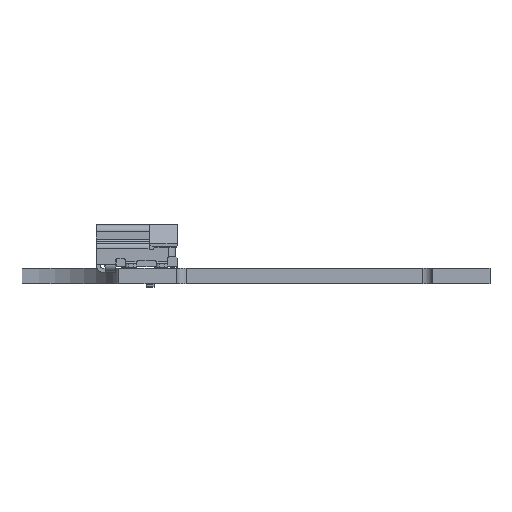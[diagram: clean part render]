
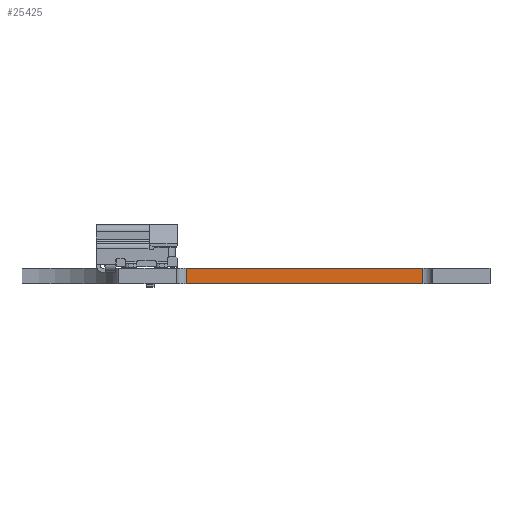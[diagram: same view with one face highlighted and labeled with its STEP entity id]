
A CAD part, front view. The second image highlights one B-rep face of the part: STEP entity #25425.
In plain terms, the highlighted planar face has unit normal (0, -1, 0).
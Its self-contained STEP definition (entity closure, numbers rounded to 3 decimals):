
#24415 = VERTEX_POINT('',#24416);
#24416 = CARTESIAN_POINT('',(85.5,-139.,0.));
#24423 = EDGE_CURVE('',#24424,#24415,#24426,.T.);
#24424 = VERTEX_POINT('',#24425);
#24425 = CARTESIAN_POINT('',(110.,-139.,0.));
#24426 = LINE('',#24427,#24428);
#24427 = CARTESIAN_POINT('',(110.,-139.,0.));
#24428 = VECTOR('',#24429,1.);
#24429 = DIRECTION('',(-1.,0.,0.));
#24939 = VERTEX_POINT('',#24940);
#24940 = CARTESIAN_POINT('',(85.5,-139.,1.6));
#24947 = EDGE_CURVE('',#24948,#24939,#24950,.T.);
#24948 = VERTEX_POINT('',#24949);
#24949 = CARTESIAN_POINT('',(110.,-139.,1.6));
#24950 = LINE('',#24951,#24952);
#24951 = CARTESIAN_POINT('',(110.,-139.,1.6));
#24952 = VECTOR('',#24953,1.);
#24953 = DIRECTION('',(-1.,0.,0.));
#25397 = EDGE_CURVE('',#24424,#24948,#25398,.T.);
#25398 = LINE('',#25399,#25400);
#25399 = CARTESIAN_POINT('',(110.,-139.,0.));
#25400 = VECTOR('',#25401,1.);
#25401 = DIRECTION('',(0.,0.,1.));
#25425 = ADVANCED_FACE('',(#25426),#25437,.T.);
#25426 = FACE_BOUND('',#25427,.T.);
#25427 = EDGE_LOOP('',(#25428,#25429,#25430,#25436));
#25428 = ORIENTED_EDGE('',*,*,#25397,.T.);
#25429 = ORIENTED_EDGE('',*,*,#24947,.T.);
#25430 = ORIENTED_EDGE('',*,*,#25431,.F.);
#25431 = EDGE_CURVE('',#24415,#24939,#25432,.T.);
#25432 = LINE('',#25433,#25434);
#25433 = CARTESIAN_POINT('',(85.5,-139.,0.));
#25434 = VECTOR('',#25435,1.);
#25435 = DIRECTION('',(0.,0.,1.));
#25436 = ORIENTED_EDGE('',*,*,#24423,.F.);
#25437 = PLANE('',#25438);
#25438 = AXIS2_PLACEMENT_3D('',#25439,#25440,#25441);
#25439 = CARTESIAN_POINT('',(110.,-139.,0.));
#25440 = DIRECTION('',(0.,-1.,0.));
#25441 = DIRECTION('',(-1.,0.,0.));
